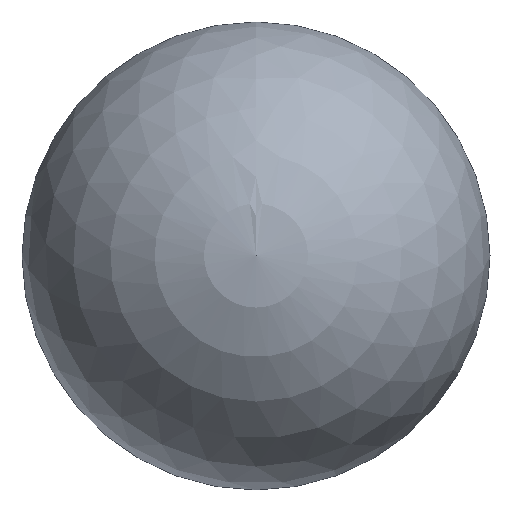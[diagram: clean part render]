
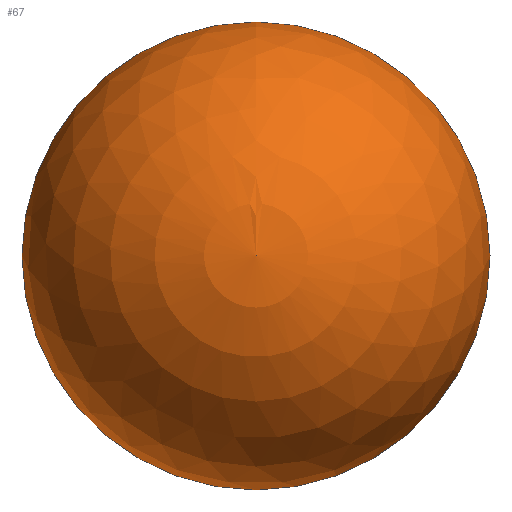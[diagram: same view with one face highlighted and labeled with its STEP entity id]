
A CAD part, top view. The second image highlights one B-rep face of the part: STEP entity #67.
In plain terms, the highlighted spherical face has radius 1.19 mm.
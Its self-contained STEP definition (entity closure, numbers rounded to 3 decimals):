
#1 = DIRECTION ( 'NONE',  ( 0., 0., 1. ) ) ;
#3 = CIRCLE ( 'NONE', #57, 1.191 ) ;
#6 = EDGE_LOOP ( 'NONE', ( #43, #87 ) ) ;
#8 = DIRECTION ( 'NONE',  ( 0., 1., 0. ) ) ;
#14 = CARTESIAN_POINT ( 'NONE',  ( 2.5, 4.75, 0. ) ) ;
#18 = CARTESIAN_POINT ( 'NONE',  ( 2.5, 4.75, 0. ) ) ;
#21 = EDGE_CURVE ( 'NONE', #40, #38, #71, .T. ) ;
#29 = AXIS2_PLACEMENT_3D ( 'NONE', #85, #70, #8 ) ;
#32 = DIRECTION ( 'NONE',  ( 0., 1., 0. ) ) ;
#38 = VERTEX_POINT ( 'NONE', #66 ) ;
#39 = SPHERICAL_SURFACE ( 'NONE', #29, 1.191 ) ;
#40 = VERTEX_POINT ( 'NONE', #86 ) ;
#41 = AXIS2_PLACEMENT_3D ( 'NONE', #14, #1, #53 ) ;
#43 = ORIENTED_EDGE ( 'NONE', *, *, #49, .F. ) ;
#49 = EDGE_CURVE ( 'NONE', #40, #38, #3, .T. ) ;
#53 = DIRECTION ( 'NONE',  ( 1., 0., 0. ) ) ;
#57 = AXIS2_PLACEMENT_3D ( 'NONE', #18, #88, #32 ) ;
#58 = FACE_OUTER_BOUND ( 'NONE', #6, .T. ) ;
#66 = CARTESIAN_POINT ( 'NONE',  ( 1.309, 4.75, 0. ) ) ;
#67 = ADVANCED_FACE ( 'NONE', ( #58 ), #39, .T. ) ;
#70 = DIRECTION ( 'NONE',  ( 0., 0., -1. ) ) ;
#71 = CIRCLE ( 'NONE', #41, 1.191 ) ;
#85 = CARTESIAN_POINT ( 'NONE',  ( 2.5, 4.75, 0. ) ) ;
#86 = CARTESIAN_POINT ( 'NONE',  ( 3.69, 4.75, 0. ) ) ;
#87 = ORIENTED_EDGE ( 'NONE', *, *, #21, .T. ) ;
#88 = DIRECTION ( 'NONE',  ( 0., 0., -1. ) ) ;
